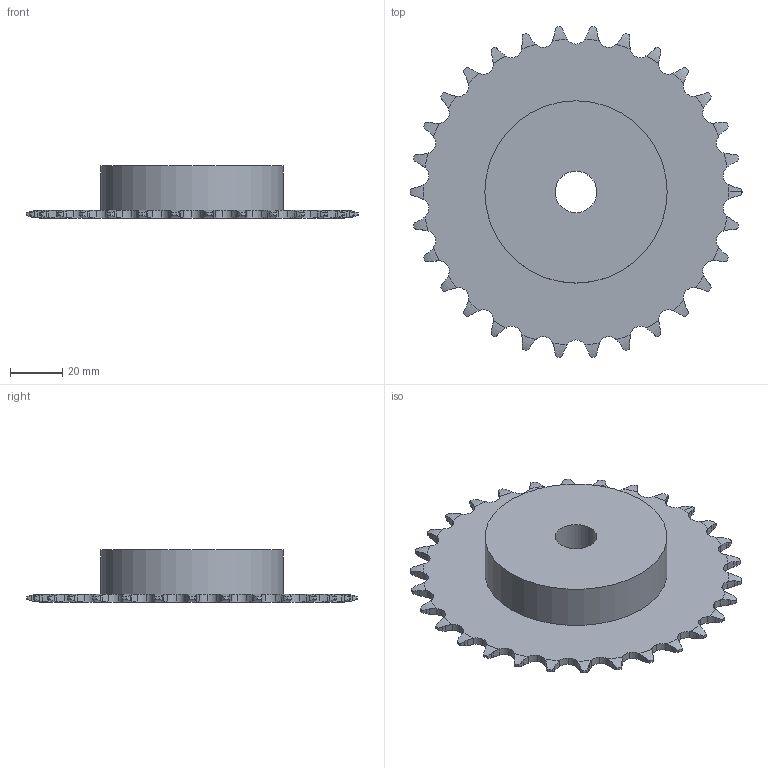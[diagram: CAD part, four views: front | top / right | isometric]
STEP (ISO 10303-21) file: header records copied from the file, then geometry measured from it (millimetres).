
FILE_DESCRIPTION(('FreeCAD Model'),'2;1');
FILE_NAME('Open CASCADE Shape Model','2021-04-18T15:56:06',('FreeCAD'),( 'FreeCAD'),'Open CASCADE STEP processor 7.4','FreeCAD','Unknown');
FILE_SCHEMA(('AUTOMOTIVE_DESIGN { 1 0 10303 214 1 1 1 1 }'));
Length unit declared in the file: millimetre
Products named in the file (1): Open CASCADE STEP translator 7.4 23
Bounding box: 127.5 x 126.97 x 20 mm (x, y, z)
Volume: 94507 mm3; surface area: 28148.4 mm2
Topology: 1 solids, 1 shells, 339 faces, 1004 edges, 669 vertices
Faces by surface type: cylinder 213, plane 64, torus 62
Full cylindrical faces by diameter (mm): 16 x1, 70 x1
Entity records: 30082 total; most frequent: CARTESIAN_POINT 12529, DIRECTION 2680, ORIENTED_EDGE 2008, PCURVE 2008, DEFINITIONAL_REPRESENTATION 2008, LINE 1369, VECTOR 1369, B_SPLINE_CURVE_WITH_KNOTS 1080
